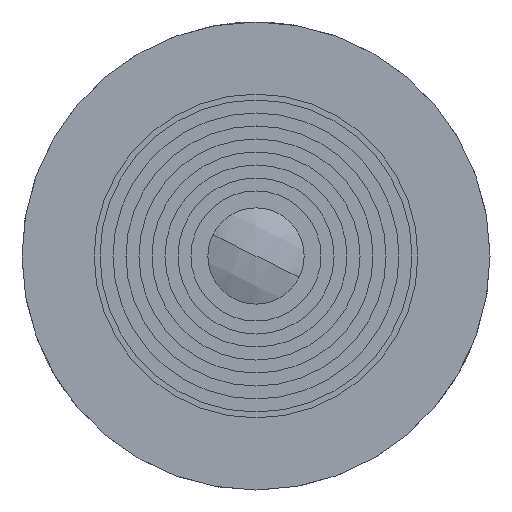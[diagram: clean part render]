
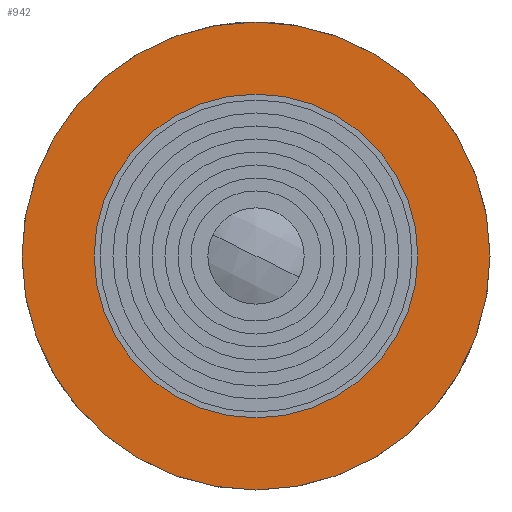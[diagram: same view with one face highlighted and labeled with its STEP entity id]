
A CAD part, left-side view. The second image highlights one B-rep face of the part: STEP entity #942.
In plain terms, the highlighted planar face has unit normal (-1, 0, 0).
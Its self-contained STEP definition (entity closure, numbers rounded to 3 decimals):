
#63 = CARTESIAN_POINT ( 'NONE',  ( 0., 0., 0. ) ) ;
#474 = AXIS2_PLACEMENT_3D ( 'NONE', #6185, #5041, #2914 ) ;
#543 = PLANE ( 'NONE',  #2138 ) ;
#552 = ORIENTED_EDGE ( 'NONE', *, *, #5324, .F. ) ;
#701 = DIRECTION ( 'NONE',  ( -1., 0., 0. ) ) ;
#942 = ADVANCED_FACE ( 'NONE', ( #2159, #992 ), #543, .F. ) ;
#992 = FACE_OUTER_BOUND ( 'NONE', #4157, .T. ) ;
#1010 = ORIENTED_EDGE ( 'NONE', *, *, #3220, .T. ) ;
#1119 = DIRECTION ( 'NONE',  ( 0., 0., 1. ) ) ;
#1226 = VERTEX_POINT ( 'NONE', #2967 ) ;
#1321 = DIRECTION ( 'NONE',  ( 0., 0., 1. ) ) ;
#1520 = EDGE_CURVE ( 'NONE', #6366, #5697, #2845, .T. ) ;
#1611 = DIRECTION ( 'NONE',  ( 0., 0., -1. ) ) ;
#1649 = CARTESIAN_POINT ( 'NONE',  ( 0., 18., 0. ) ) ;
#1707 = DIRECTION ( 'NONE',  ( -1., 0., 0. ) ) ;
#1850 = AXIS2_PLACEMENT_3D ( 'NONE', #5470, #701, #4867 ) ;
#2138 = AXIS2_PLACEMENT_3D ( 'NONE', #1649, #5851, #1611 ) ;
#2159 = FACE_BOUND ( 'NONE', #4903, .T. ) ;
#2488 = CIRCLE ( 'NONE', #5065, 18. ) ;
#2589 = ORIENTED_EDGE ( 'NONE', *, *, #1520, .F. ) ;
#2845 = CIRCLE ( 'NONE', #1850, 12.45 ) ;
#2914 = DIRECTION ( 'NONE',  ( 0., 0., 1. ) ) ;
#2967 = CARTESIAN_POINT ( 'NONE',  ( 0., 0., 18. ) ) ;
#3220 = EDGE_CURVE ( 'NONE', #1226, #5788, #2488, .T. ) ;
#3470 = CIRCLE ( 'NONE', #474, 12.45 ) ;
#4157 = EDGE_LOOP ( 'NONE', ( #1010, #5304 ) ) ;
#4867 = DIRECTION ( 'NONE',  ( 0., 0., 1. ) ) ;
#4903 = EDGE_LOOP ( 'NONE', ( #2589, #552 ) ) ;
#5041 = DIRECTION ( 'NONE',  ( -1., 0., 0. ) ) ;
#5065 = AXIS2_PLACEMENT_3D ( 'NONE', #6589, #6076, #1321 ) ;
#5237 = AXIS2_PLACEMENT_3D ( 'NONE', #63, #1707, #1119 ) ;
#5304 = ORIENTED_EDGE ( 'NONE', *, *, #6097, .T. ) ;
#5324 = EDGE_CURVE ( 'NONE', #5697, #6366, #3470, .T. ) ;
#5470 = CARTESIAN_POINT ( 'NONE',  ( 0., 0., 0. ) ) ;
#5697 = VERTEX_POINT ( 'NONE', #5775 ) ;
#5775 = CARTESIAN_POINT ( 'NONE',  ( 0., 0., -12.45 ) ) ;
#5782 = CIRCLE ( 'NONE', #5237, 18. ) ;
#5788 = VERTEX_POINT ( 'NONE', #5881 ) ;
#5851 = DIRECTION ( 'NONE',  ( 1., 0., 0. ) ) ;
#5881 = CARTESIAN_POINT ( 'NONE',  ( 0., 0., -18. ) ) ;
#6076 = DIRECTION ( 'NONE',  ( -1., 0., 0. ) ) ;
#6097 = EDGE_CURVE ( 'NONE', #5788, #1226, #5782, .T. ) ;
#6185 = CARTESIAN_POINT ( 'NONE',  ( 0., 0., 0. ) ) ;
#6214 = CARTESIAN_POINT ( 'NONE',  ( 0., 0., 12.45 ) ) ;
#6366 = VERTEX_POINT ( 'NONE', #6214 ) ;
#6589 = CARTESIAN_POINT ( 'NONE',  ( 0., 0., 0. ) ) ;
